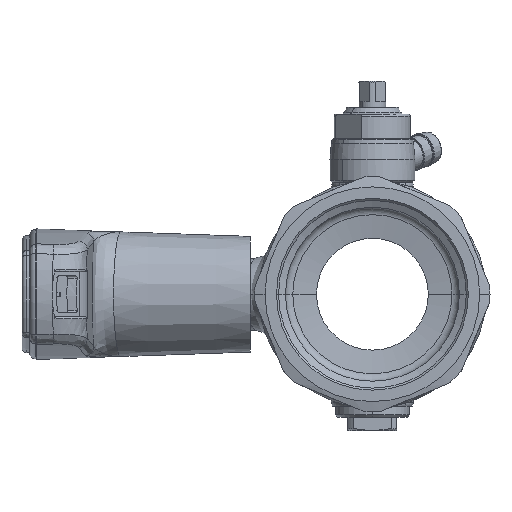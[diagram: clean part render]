
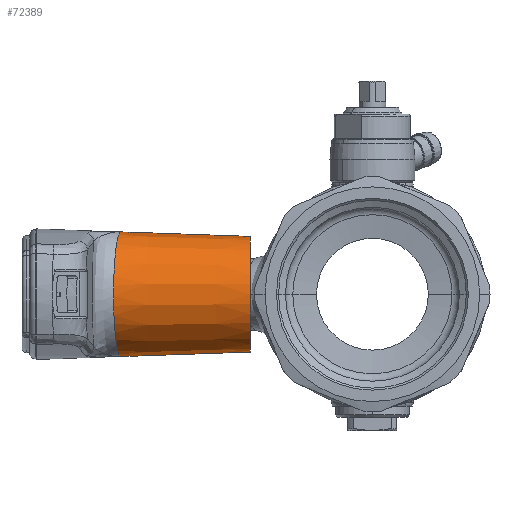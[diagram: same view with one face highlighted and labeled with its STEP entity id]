
A CAD part, left-side view. The second image highlights one B-rep face of the part: STEP entity #72389.
In plain terms, the highlighted conical face has half-angle 2 degrees and reference radius 13.462 mm.
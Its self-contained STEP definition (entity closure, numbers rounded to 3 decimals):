
#51554=CARTESIAN_POINT('',(0.,27.3,0.));
#51555=DIRECTION('',(0.,-1.,0.));
#51556=DIRECTION('',(0.,0.,1.));
#51557=AXIS2_PLACEMENT_3D('',#51554,#51555,#51556);
#51600=DIRECTION('',(0.,-0.999,-0.035));
#51601=VECTOR('',#51600,28.935);
#51602=CARTESIAN_POINT('',(0.,56.217,
13.938));
#51603=LINE('',#51602,#51601);
#51604=DIRECTION('',(0.,-0.999,0.035));
#51605=VECTOR('',#51604,28.935);
#51606=CARTESIAN_POINT('',(0.,56.217,
-13.938));
#51607=LINE('',#51606,#51605);
#51631=CARTESIAN_POINT('',(0.,56.217,
13.938));
#51632=CARTESIAN_POINT('',(-0.359,56.26,
13.94));
#51633=CARTESIAN_POINT('',(-1.076,56.345,
13.915));
#51634=CARTESIAN_POINT('',(-2.145,56.472,
13.795));
#51635=CARTESIAN_POINT('',(-3.202,56.598,
13.593));
#51636=CARTESIAN_POINT('',(-4.24,56.721,
13.311));
#51637=CARTESIAN_POINT('',(-5.252,56.841,
12.949));
#51638=CARTESIAN_POINT('',(-6.234,56.958,
12.511));
#51639=CARTESIAN_POINT('',(-7.178,57.07,
11.999));
#51640=CARTESIAN_POINT('',(-8.079,57.177,
11.416));
#51641=CARTESIAN_POINT('',(-8.933,57.278,
10.766));
#51642=CARTESIAN_POINT('',(-9.733,57.373,
10.052));
#51643=CARTESIAN_POINT('',(-10.476,57.461,
9.28));
#51644=CARTESIAN_POINT('',(-11.157,57.542,
8.454));
#51645=CARTESIAN_POINT('',(-11.772,57.615,
7.578));
#51646=CARTESIAN_POINT('',(-12.318,57.68,
6.659));
#51647=CARTESIAN_POINT('',(-12.792,57.736,
5.701));
#51648=CARTESIAN_POINT('',(-13.191,57.784,
4.71));
#51649=CARTESIAN_POINT('',(-13.513,57.822,
3.692));
#51650=CARTESIAN_POINT('',(-13.755,57.851,
2.652));
#51651=CARTESIAN_POINT('',(-13.918,57.87,
1.597));
#51652=CARTESIAN_POINT('',(-14.,57.879,
0.533));
#51653=CARTESIAN_POINT('',(-14.,57.879,
-0.533));
#51654=CARTESIAN_POINT('',(-13.918,57.87,
-1.597));
#51655=CARTESIAN_POINT('',(-13.755,57.851,
-2.652));
#51656=CARTESIAN_POINT('',(-13.513,57.822,
-3.692));
#51657=CARTESIAN_POINT('',(-13.191,57.784,
-4.71));
#51658=CARTESIAN_POINT('',(-12.792,57.736,
-5.701));
#51659=CARTESIAN_POINT('',(-12.318,57.68,
-6.659));
#51660=CARTESIAN_POINT('',(-11.772,57.615,
-7.578));
#51661=CARTESIAN_POINT('',(-11.157,57.542,
-8.454));
#51662=CARTESIAN_POINT('',(-10.476,57.461,
-9.28));
#51663=CARTESIAN_POINT('',(-9.733,57.373,
-10.052));
#51664=CARTESIAN_POINT('',(-8.933,57.278,
-10.766));
#51665=CARTESIAN_POINT('',(-8.079,57.177,
-11.416));
#51666=CARTESIAN_POINT('',(-7.178,57.07,
-11.999));
#51667=CARTESIAN_POINT('',(-6.234,56.958,
-12.511));
#51668=CARTESIAN_POINT('',(-5.252,56.841,
-12.949));
#51669=CARTESIAN_POINT('',(-4.24,56.721,
-13.311));
#51670=CARTESIAN_POINT('',(-3.202,56.598,
-13.593));
#51671=CARTESIAN_POINT('',(-2.145,56.472,
-13.795));
#51672=CARTESIAN_POINT('',(-1.076,56.345,
-13.915));
#51673=CARTESIAN_POINT('',(-0.359,56.26,
-13.94));
#51674=CARTESIAN_POINT('',(0.,56.217,
-13.938));
#52161=CARTESIAN_POINT('',(0.,56.217,
13.938));
#52204=CARTESIAN_POINT('',(0.,56.217,
-13.938));
#65029=CARTESIAN_POINT('',(0.,27.3,12.928));
#65030=CARTESIAN_POINT('',(0.,27.3,-12.928));
#65031=VERTEX_POINT('',#65029);
#65032=VERTEX_POINT('',#65030);
#65033=VERTEX_POINT('',#52161);
#65034=VERTEX_POINT('',#52204);
#72375=CARTESIAN_POINT('',(0.,42.59,0.));
#72376=DIRECTION('',(0.,1.,0.));
#72377=DIRECTION('',(0.,0.,-1.));
#72378=AXIS2_PLACEMENT_3D('',#72375,#72376,#72377);
#72379=CONICAL_SURFACE('',#72378,13.462,2.);
#72381=ORIENTED_EDGE('',*,*,#72380,.F.);
#72383=ORIENTED_EDGE('',*,*,#72382,.T.);
#72384=ORIENTED_EDGE('',*,*,#72358,.T.);
#72386=ORIENTED_EDGE('',*,*,#72385,.F.);
#72387=EDGE_LOOP('',(#72381,#72383,#72384,#72386));
#72388=FACE_OUTER_BOUND('',#72387,.F.);
#51558=CIRCLE('',#51557,12.928);
#51675=B_SPLINE_CURVE_WITH_KNOTS('',3,(#51631,#51632,#51633,#51634,#51635,
#51636,#51637,#51638,#51639,#51640,#51641,#51642,#51643,#51644,#51645,#51646,
#51647,#51648,#51649,#51650,#51651,#51652,#51653,#51654,#51655,#51656,#51657,
#51658,#51659,#51660,#51661,#51662,#51663,#51664,#51665,#51666,#51667,#51668,
#51669,#51670,#51671,#51672,#51673,#51674),.UNSPECIFIED.,.F.,.F.,(4,1,1,1,1,1,1,
1,1,1,1,1,1,1,1,1,1,1,1,1,1,1,1,1,1,1,1,1,1,1,1,1,1,1,1,1,1,1,1,1,1,4),(0.,
0.024,0.049,0.073,0.098,
0.122,0.146,0.171,0.195,
0.22,0.244,0.268,0.293,
0.317,0.341,0.366,0.39,
0.415,0.439,0.463,0.488,
0.512,0.537,0.561,0.585,
0.61,0.634,0.659,0.683,
0.707,0.732,0.756,0.78,
0.805,0.829,0.854,0.878,
0.902,0.927,0.951,0.976,1.),
.UNSPECIFIED.);
#72358=EDGE_CURVE('',#65031,#65032,#51558,.T.);
#72380=EDGE_CURVE('',#65033,#65034,#51675,.T.);
#72382=EDGE_CURVE('',#65033,#65031,#51603,.T.);
#72385=EDGE_CURVE('',#65034,#65032,#51607,.T.);
#72389=ADVANCED_FACE('',(#72388),#72379,.T.);
